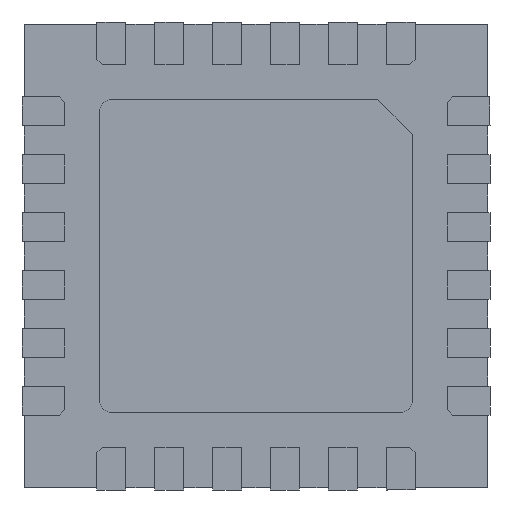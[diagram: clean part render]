
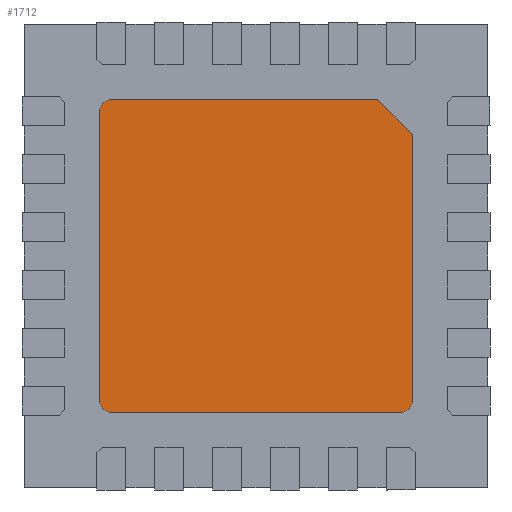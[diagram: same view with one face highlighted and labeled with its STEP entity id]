
A CAD part, front view. The second image highlights one B-rep face of the part: STEP entity #1712.
In plain terms, the highlighted planar face has unit normal (0, -1, 0).
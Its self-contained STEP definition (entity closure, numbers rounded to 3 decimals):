
#110 = AXIS2_PLACEMENT_3D ( 'NONE', #407, #3500, #861 ) ;
#115 = CIRCLE ( 'NONE', #1054, 0.1 ) ;
#324 = EDGE_CURVE ( 'NONE', #2116, #1765, #5059, .T. ) ;
#407 = CARTESIAN_POINT ( 'NONE',  ( 0.75, -0.02, -3.25 ) ) ;
#502 = ORIENTED_EDGE ( 'NONE', *, *, #3167, .T. ) ;
#779 = ORIENTED_EDGE ( 'NONE', *, *, #1447, .F. ) ;
#861 = DIRECTION ( 'NONE',  ( 0., 0., 1. ) ) ;
#906 = VERTEX_POINT ( 'NONE', #2233 ) ;
#987 = CARTESIAN_POINT ( 'NONE',  ( 3.25, -0.02, -3.35 ) ) ;
#1054 = AXIS2_PLACEMENT_3D ( 'NONE', #1873, #4948, #2330 ) ;
#1094 = CARTESIAN_POINT ( 'NONE',  ( 3.2, -0.02, -0.8 ) ) ;
#1148 = CARTESIAN_POINT ( 'NONE',  ( 0.75, -0.02, -0.65 ) ) ;
#1158 = VERTEX_POINT ( 'NONE', #5154 ) ;
#1249 = ORIENTED_EDGE ( 'NONE', *, *, #324, .F. ) ;
#1254 = DIRECTION ( 'NONE',  ( 0., -1., 0. ) ) ;
#1276 = CARTESIAN_POINT ( 'NONE',  ( -0.101, -0.02, -4.101 ) ) ;
#1447 = EDGE_CURVE ( 'NONE', #1158, #2719, #5280, .T. ) ;
#1482 = CARTESIAN_POINT ( 'NONE',  ( 3.35, -0.02, -2.1 ) ) ;
#1501 = VERTEX_POINT ( 'NONE', #1148 ) ;
#1643 = CARTESIAN_POINT ( 'NONE',  ( 0.65, -0.02, -3.25 ) ) ;
#1667 = EDGE_CURVE ( 'NONE', #4917, #3189, #1933, .T. ) ;
#1705 = DIRECTION ( 'NONE',  ( 0., -1., 0. ) ) ;
#1712 = ADVANCED_FACE ( 'NONE', ( #5028 ), #3905, .T. ) ;
#1722 = CARTESIAN_POINT ( 'NONE',  ( 3.35, -0.02, -3.25 ) ) ;
#1765 = VERTEX_POINT ( 'NONE', #3941 ) ;
#1853 = VECTOR ( 'NONE', #3280, 1000. ) ;
#1873 = CARTESIAN_POINT ( 'NONE',  ( 0.75, -0.02, -0.75 ) ) ;
#1915 = DIRECTION ( 'NONE',  ( 0., 0., -1. ) ) ;
#1933 = CIRCLE ( 'NONE', #4089, 0.1 ) ;
#2025 = CIRCLE ( 'NONE', #110, 0.1 ) ;
#2104 = VECTOR ( 'NONE', #3110, 1000. ) ;
#2116 = VERTEX_POINT ( 'NONE', #1643 ) ;
#2233 = CARTESIAN_POINT ( 'NONE',  ( 0.75, -0.02, -3.35 ) ) ;
#2330 = DIRECTION ( 'NONE',  ( 0., 0., 1. ) ) ;
#2499 = DIRECTION ( 'NONE',  ( 0., 0., 1. ) ) ;
#2669 = CARTESIAN_POINT ( 'NONE',  ( 2., -0.02, -3.35 ) ) ;
#2708 = VECTOR ( 'NONE', #4534, 1000. ) ;
#2719 = VERTEX_POINT ( 'NONE', #3408 ) ;
#2845 = LINE ( 'NONE', #4090, #2708 ) ;
#3097 = VECTOR ( 'NONE', #2499, 1000. ) ;
#3110 = DIRECTION ( 'NONE',  ( -1., 0., 0. ) ) ;
#3167 = EDGE_CURVE ( 'NONE', #2116, #906, #2025, .T. ) ;
#3189 = VERTEX_POINT ( 'NONE', #1722 ) ;
#3222 = VECTOR ( 'NONE', #1915, 1000. ) ;
#3280 = DIRECTION ( 'NONE',  ( 0.707, 0., -0.707 ) ) ;
#3390 = EDGE_CURVE ( 'NONE', #1501, #1158, #2845, .T. ) ;
#3396 = ORIENTED_EDGE ( 'NONE', *, *, #5422, .F. ) ;
#3408 = CARTESIAN_POINT ( 'NONE',  ( 3.35, -0.02, -0.95 ) ) ;
#3491 = EDGE_LOOP ( 'NONE', ( #502, #3396, #3969, #4594, #779, #5401, #5337, #1249 ) ) ;
#3500 = DIRECTION ( 'NONE',  ( 0., -1., 0. ) ) ;
#3885 = CARTESIAN_POINT ( 'NONE',  ( 3.25, -0.02, -3.25 ) ) ;
#3905 = PLANE ( 'NONE',  #4969 ) ;
#3941 = CARTESIAN_POINT ( 'NONE',  ( 0.65, -0.02, -0.75 ) ) ;
#3969 = ORIENTED_EDGE ( 'NONE', *, *, #1667, .T. ) ;
#4089 = AXIS2_PLACEMENT_3D ( 'NONE', #3885, #1254, #4312 ) ;
#4090 = CARTESIAN_POINT ( 'NONE',  ( 1.9, -0.02, -0.65 ) ) ;
#4312 = DIRECTION ( 'NONE',  ( 0., 0., 1. ) ) ;
#4378 = EDGE_CURVE ( 'NONE', #1501, #1765, #115, .T. ) ;
#4424 = EDGE_CURVE ( 'NONE', #2719, #3189, #4525, .T. ) ;
#4442 = LINE ( 'NONE', #2669, #2104 ) ;
#4525 = LINE ( 'NONE', #1482, #3222 ) ;
#4534 = DIRECTION ( 'NONE',  ( 1., 0., 0. ) ) ;
#4594 = ORIENTED_EDGE ( 'NONE', *, *, #4424, .F. ) ;
#4785 = DIRECTION ( 'NONE',  ( 1., 0., 0. ) ) ;
#4917 = VERTEX_POINT ( 'NONE', #987 ) ;
#4948 = DIRECTION ( 'NONE',  ( 0., -1., 0. ) ) ;
#4969 = AXIS2_PLACEMENT_3D ( 'NONE', #1276, #1705, #4785 ) ;
#5028 = FACE_OUTER_BOUND ( 'NONE', #3491, .T. ) ;
#5059 = LINE ( 'NONE', #5146, #3097 ) ;
#5146 = CARTESIAN_POINT ( 'NONE',  ( 0.65, -0.02, -2. ) ) ;
#5154 = CARTESIAN_POINT ( 'NONE',  ( 3.05, -0.02, -0.65 ) ) ;
#5280 = LINE ( 'NONE', #1094, #1853 ) ;
#5337 = ORIENTED_EDGE ( 'NONE', *, *, #4378, .T. ) ;
#5401 = ORIENTED_EDGE ( 'NONE', *, *, #3390, .F. ) ;
#5422 = EDGE_CURVE ( 'NONE', #4917, #906, #4442, .T. ) ;
